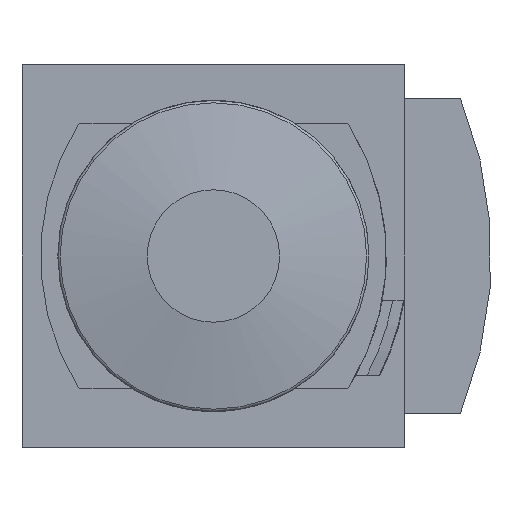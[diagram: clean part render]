
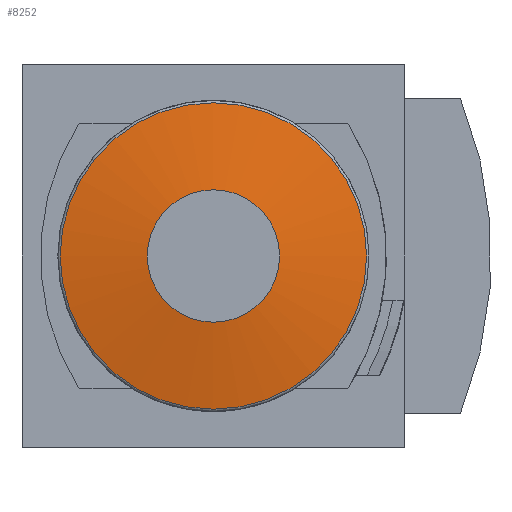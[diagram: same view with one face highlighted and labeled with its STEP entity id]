
A CAD part, front view. The second image highlights one B-rep face of the part: STEP entity #8252.
In plain terms, the highlighted spherical face has radius 108.76 mm.
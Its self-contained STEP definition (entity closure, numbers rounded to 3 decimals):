
#24=SPHERICAL_SURFACE('',#8724,108.76);
#466=CIRCLE('',#8725,24.814);
#467=CIRCLE('',#8726,10.724);
#1781=ORIENTED_EDGE('',*,*,#3040,.T.);
#1782=ORIENTED_EDGE('',*,*,#3041,.F.);
#3040=EDGE_CURVE('',#3745,#3745,#466,.T.);
#3041=EDGE_CURVE('',#3746,#3746,#467,.T.);
#3745=VERTEX_POINT('',#12145);
#3746=VERTEX_POINT('',#12147);
#5245=EDGE_LOOP('',(#1781));
#5246=EDGE_LOOP('',(#1782));
#5593=FACE_BOUND('',#5245,.T.);
#5594=FACE_BOUND('',#5246,.T.);
#8252=ADVANCED_FACE('',(#5593,#5594),#24,.T.);
#8724=AXIS2_PLACEMENT_3D('',#12143,#10128,#10129);
#8725=AXIS2_PLACEMENT_3D('',#12144,#10130,#10131);
#8726=AXIS2_PLACEMENT_3D('',#12146,#10132,#10133);
#10128=DIRECTION('',(0.,-1.,0.));
#10129=DIRECTION('',(1.,0.,0.));
#10130=DIRECTION('',(0.,-1.,0.));
#10131=DIRECTION('',(0.,0.,-1.));
#10132=DIRECTION('',(0.,-1.,0.));
#10133=DIRECTION('',(0.,0.,-1.));
#12143=CARTESIAN_POINT('',(0.,-47.77,0.));
#12144=CARTESIAN_POINT('',(0.,-153.661,0.));
#12145=CARTESIAN_POINT('',(0.,-153.661,-24.814));
#12146=CARTESIAN_POINT('',(0.,-156.,0.));
#12147=CARTESIAN_POINT('',(0.,-156.,-10.724));
